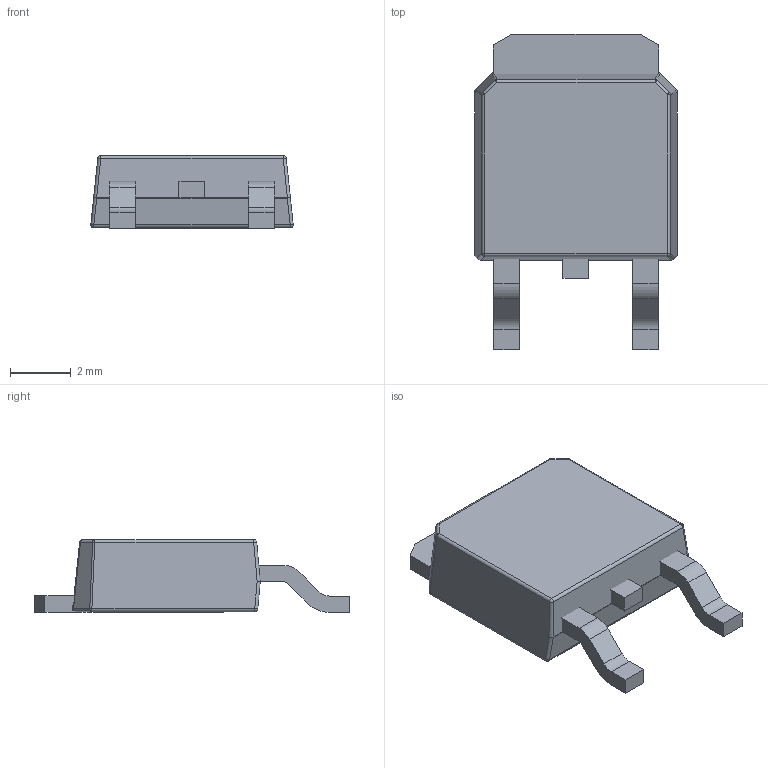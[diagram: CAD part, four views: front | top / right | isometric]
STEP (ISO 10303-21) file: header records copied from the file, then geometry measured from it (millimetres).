
FILE_DESCRIPTION(('STEP AP214'), '1');
FILE_NAME('TO-252AA', '', ('UNSPECIFIED'), ('UNSPECIFIED'), 'ASCON STEP Converter 1.3', 'ASCON Math Kernel', '');
FILE_SCHEMA(('AUTOMOTIVE_DESIGN { 1 0 10303 214 3 1 1}'));
Length unit declared in the file: millimetre
Bounding box: 6.68 x 10.4 x 2.4 mm (x, y, z)
Volume: 112.2 mm3; surface area: 233.7 mm2
Topology: 5 solids, 5 shells, 93 faces, 253 edges, 166 vertices
Faces by surface type: plane 51, cylinder 32, bspline 6, sphere 4
Entity records: 3706 total; most frequent: CARTESIAN_POINT 605, DIRECTION 463, ORIENTED_EDGE 438, EDGE_CURVE 219, LINE 179, VECTOR 179, AXIS2_PLACEMENT_3D 142, VERTEX_POINT 136
